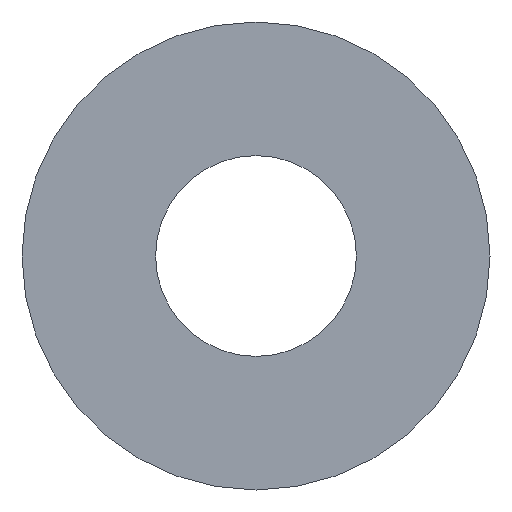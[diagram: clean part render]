
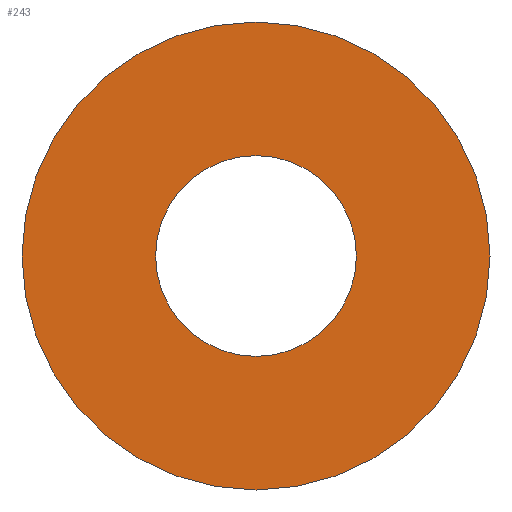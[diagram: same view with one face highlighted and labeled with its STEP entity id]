
A CAD part, front view. The second image highlights one B-rep face of the part: STEP entity #243.
In plain terms, the highlighted planar face has unit normal (0, -1, 0).
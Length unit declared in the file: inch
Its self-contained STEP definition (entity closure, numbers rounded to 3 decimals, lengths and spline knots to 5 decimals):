
#38 = DIRECTION ( 'NONE',  ( 0., 0., -1. ) ) ;
#39 = DIRECTION ( 'NONE',  ( 0., -1., 0. ) ) ;
#40 = CARTESIAN_POINT ( 'NONE',  ( 0., 0., 0. ) ) ;
#41 = DIRECTION ( 'NONE',  ( 0., -1., 0. ) ) ;
#43 = DIRECTION ( 'NONE',  ( 0., 0., -1. ) ) ;
#44 = CARTESIAN_POINT ( 'NONE',  ( 0., 0., 0. ) ) ;
#46 = DIRECTION ( 'NONE',  ( 0., 0., -1. ) ) ;
#47 = DIRECTION ( 'NONE',  ( 0., -1., 0. ) ) ;
#50 = CARTESIAN_POINT ( 'NONE',  ( 0., 0., 0. ) ) ;
#58 = CARTESIAN_POINT ( 'NONE',  ( 0., 0., 0.2185 ) ) ;
#61 = AXIS2_PLACEMENT_3D ( 'NONE', #44, #41, #43 ) ;
#64 = AXIS2_PLACEMENT_3D ( 'NONE', #40, #39, #38 ) ;
#66 = AXIS2_PLACEMENT_3D ( 'NONE', #50, #47, #46 ) ;
#72 = CIRCLE ( 'NONE', #64, 0.2185 ) ;
#76 = CIRCLE ( 'NONE', #61, 0.09375 ) ;
#93 = CARTESIAN_POINT ( 'NONE',  ( 0., 0., -0.09375 ) ) ;
#102 = CIRCLE ( 'NONE', #66, 0.09375 ) ;
#106 = CIRCLE ( 'NONE', #122, 0.2185 ) ;
#111 = CARTESIAN_POINT ( 'NONE',  ( 0., 0., 0.09375 ) ) ;
#120 = FACE_BOUND ( 'NONE', #186, .T. ) ;
#122 = AXIS2_PLACEMENT_3D ( 'NONE', #170, #167, #160 ) ;
#127 = FACE_OUTER_BOUND ( 'NONE', #216, .T. ) ;
#130 = AXIS2_PLACEMENT_3D ( 'NONE', #237, #240, #219 ) ;
#160 = DIRECTION ( 'NONE',  ( 0., 0., -1. ) ) ;
#167 = DIRECTION ( 'NONE',  ( 0., -1., 0. ) ) ;
#170 = CARTESIAN_POINT ( 'NONE',  ( 0., 0., 0. ) ) ;
#173 = CARTESIAN_POINT ( 'NONE',  ( 0., 0., -0.2185 ) ) ;
#186 = EDGE_LOOP ( 'NONE', ( #236, #238 ) ) ;
#208 = VERTEX_POINT ( 'NONE', #111 ) ;
#216 = EDGE_LOOP ( 'NONE', ( #233, #235 ) ) ;
#219 = DIRECTION ( 'NONE',  ( 0., 0., -1. ) ) ;
#229 = PLANE ( 'NONE',  #130 ) ;
#233 = ORIENTED_EDGE ( 'NONE', *, *, #283, .T. ) ;
#235 = ORIENTED_EDGE ( 'NONE', *, *, #325, .T. ) ;
#236 = ORIENTED_EDGE ( 'NONE', *, *, #323, .F. ) ;
#237 = CARTESIAN_POINT ( 'NONE',  ( 0.2185, 0., 0. ) ) ;
#238 = ORIENTED_EDGE ( 'NONE', *, *, #324, .F. ) ;
#240 = DIRECTION ( 'NONE',  ( 0., -1., 0. ) ) ;
#243 = ADVANCED_FACE ( 'NONE', ( #127, #120 ), #229, .T. ) ;
#258 = VERTEX_POINT ( 'NONE', #173 ) ;
#283 = EDGE_CURVE ( 'NONE', #258, #306, #106, .T. ) ;
#299 = VERTEX_POINT ( 'NONE', #93 ) ;
#306 = VERTEX_POINT ( 'NONE', #58 ) ;
#323 = EDGE_CURVE ( 'NONE', #299, #208, #102, .T. ) ;
#324 = EDGE_CURVE ( 'NONE', #208, #299, #76, .T. ) ;
#325 = EDGE_CURVE ( 'NONE', #306, #258, #72, .T. ) ;
